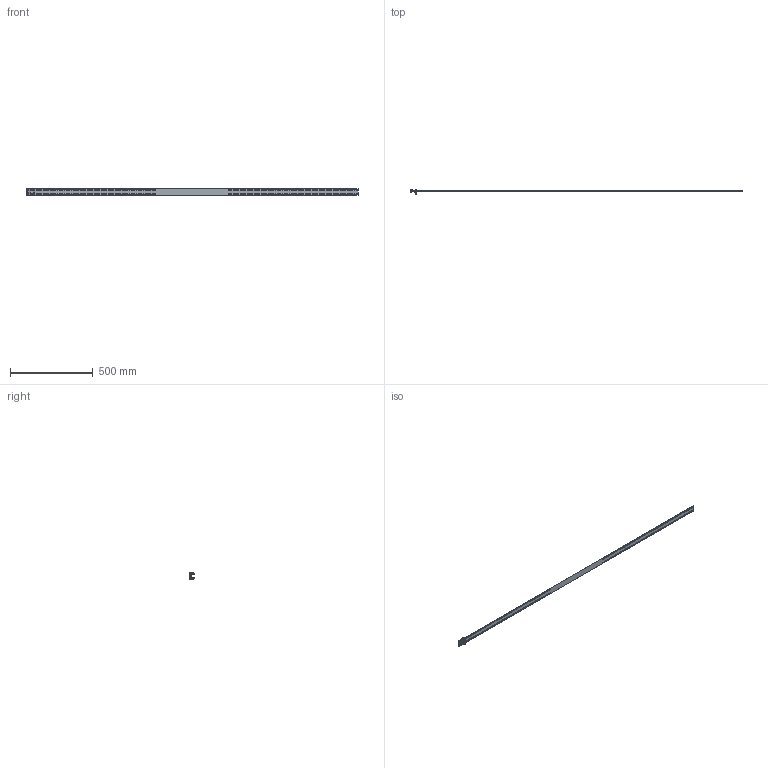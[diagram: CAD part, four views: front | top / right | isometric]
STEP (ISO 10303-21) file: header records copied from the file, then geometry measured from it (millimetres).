
FILE_DESCRIPTION (( 'STEP AP203' ), '1' );
FILE_NAME ('1905 Óíèâåðñàëüíûé äåðæàòåëü äëÿ òðóá O 220-570 ìì, ïðîâîëîêà O 6-10 ìì.STEP', '2024-04-24T06:56:27', ( '' ), ( '' ), 'SwSTEP 2.0', 'SolidWorks 2022', '' );
FILE_SCHEMA (( 'CONFIG_CONTROL_DESIGN' ));
Length unit declared in the file: millimetre
Products named in the file (10): ГОСТ 11371-78_Шайба A.6 ГОСТ 11371-78; hex screw gradeab_iso_ISO 4017 - M5 x 12-N; 0711.101 Прямая пластина_00; 1901.002 Пластина фиксации; 1905.001 Хомут L; ГОСТ 6402-70_Шайба 6Л ГОСТ 6402-70; 1905 Универсальный держатель для труб Ø 220-570 мм, проволока Ø 6-10 мм; hex screw gradeab_iso_ISO 4017 - M6 x 25-N; 0711.001 Прижим; hex nut gradec_iso_ISO - 4034 - M6 - N
Assembly tree (15 placements, depth 2):
  1905 Универсальный держатель для труб Ø 220-570 мм, проволока Ø 6-10 мм
    1905.001 Хомут L
    1901.002 Пластина фиксации  x2
    0711.001 Прижим
    0711.101 Прямая пластина_00
    hex screw gradeab_iso_ISO 4017 - M5 x 12-N  x2
    hex screw gradeab_iso_ISO 4017 - M6 x 25-N  x2
    hex nut gradec_iso_ISO - 4034 - M6 - N  x2
    ГОСТ 6402-70_Шайба 6Л ГОСТ 6402-70  x2
    ГОСТ 11371-78_Шайба A.6 ГОСТ 11371-78  x2
Bounding box: 2001 x 29 x 40 mm (x, y, z)
Volume: 81599.4 mm3; surface area: 162230.6 mm2
Topology: 15 solids, 15 shells, 746 faces, 1980 edges, 1268 vertices
Faces by surface type: cylinder 519, plane 155, cone 64, torus 8
Entity records: 22582 total; most frequent: DIRECTION 3966, CARTESIAN_POINT 3710, ORIENTED_EDGE 3428, EDGE_CURVE 1714, AXIS2_PLACEMENT_3D 1666, VERTEX_POINT 1114, EDGE_LOOP 1086, CIRCLE 1028
